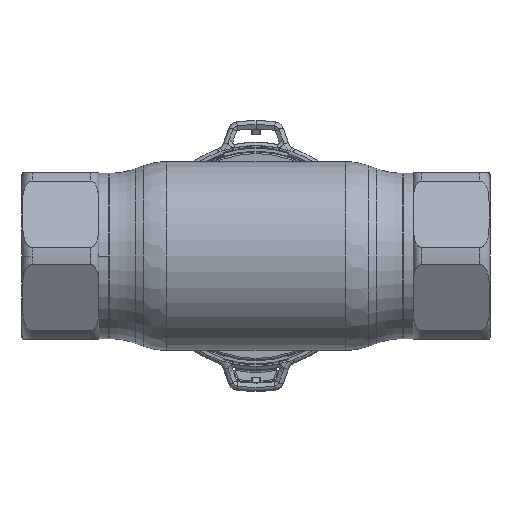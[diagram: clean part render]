
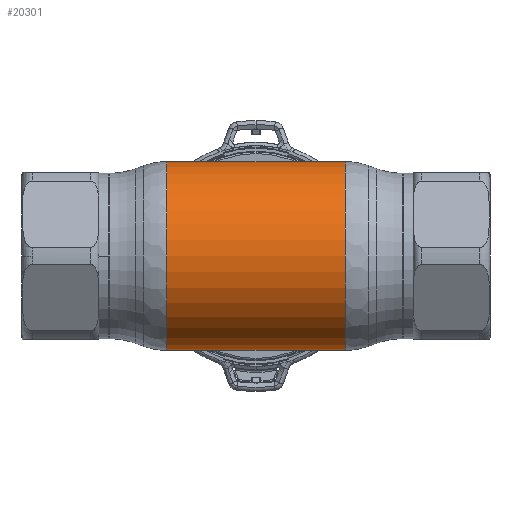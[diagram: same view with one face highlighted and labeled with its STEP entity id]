
A CAD part, front view. The second image highlights one B-rep face of the part: STEP entity #20301.
In plain terms, the highlighted cylindrical face has radius 28.25 mm (diameter 56.5 mm), a partial arc.
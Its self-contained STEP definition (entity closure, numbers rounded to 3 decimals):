
#618 = LINE ( 'NONE', #2764, #18911 ) ;
#826 = DIRECTION ( 'NONE',  ( -1., 0., 0. ) ) ;
#2764 = CARTESIAN_POINT ( 'NONE',  ( -62.69, 0., 28.25 ) ) ;
#3515 = DIRECTION ( 'NONE',  ( 0., 0., 1. ) ) ;
#3738 = CARTESIAN_POINT ( 'NONE',  ( -62.69, 0., -28.25 ) ) ;
#5257 = AXIS2_PLACEMENT_3D ( 'NONE', #29485, #18249, #20389 ) ;
#5775 = ORIENTED_EDGE ( 'NONE', *, *, #29045, .T. ) ;
#6212 = FACE_OUTER_BOUND ( 'NONE', #15695, .T. ) ;
#6296 = CARTESIAN_POINT ( 'NONE',  ( 26.673, 0., -28.25 ) ) ;
#9412 = VERTEX_POINT ( 'NONE', #15617 ) ;
#9551 = VECTOR ( 'NONE', #826, 1000. ) ;
#10263 = EDGE_CURVE ( 'NONE', #23288, #9412, #21217, .T. ) ;
#12028 = CYLINDRICAL_SURFACE ( 'NONE', #5257, 28.25 ) ;
#12226 = ORIENTED_EDGE ( 'NONE', *, *, #10263, .F. ) ;
#12286 = DIRECTION ( 'NONE',  ( -1., 0., 0. ) ) ;
#13925 = DIRECTION ( 'NONE',  ( -1., 0., 0. ) ) ;
#14662 = EDGE_CURVE ( 'NONE', #31674, #35504, #618, .T. ) ;
#14995 = AXIS2_PLACEMENT_3D ( 'NONE', #28659, #13925, #37630 ) ;
#15543 = DIRECTION ( 'NONE',  ( -1., 0., 0. ) ) ;
#15617 = CARTESIAN_POINT ( 'NONE',  ( -26.673, 0., -28.25 ) ) ;
#15695 = EDGE_LOOP ( 'NONE', ( #12226, #5775, #31970, #30252 ) ) ;
#15937 = EDGE_CURVE ( 'NONE', #9412, #35504, #24489, .T. ) ;
#16563 = CARTESIAN_POINT ( 'NONE',  ( -26.673, 0., 28.25 ) ) ;
#18249 = DIRECTION ( 'NONE',  ( -1., 0., 0. ) ) ;
#18911 = VECTOR ( 'NONE', #12286, 1000. ) ;
#19350 = CIRCLE ( 'NONE', #14995, 28.25 ) ;
#20301 = ADVANCED_FACE ( 'NONE', ( #6212 ), #12028, .T. ) ;
#20389 = DIRECTION ( 'NONE',  ( 0., 0., 1. ) ) ;
#21217 = LINE ( 'NONE', #3738, #9551 ) ;
#22679 = AXIS2_PLACEMENT_3D ( 'NONE', #35242, #15543, #3515 ) ;
#23288 = VERTEX_POINT ( 'NONE', #6296 ) ;
#24489 = CIRCLE ( 'NONE', #22679, 28.25 ) ;
#28659 = CARTESIAN_POINT ( 'NONE',  ( 26.673, 0., 0. ) ) ;
#29045 = EDGE_CURVE ( 'NONE', #23288, #31674, #19350, .T. ) ;
#29485 = CARTESIAN_POINT ( 'NONE',  ( -62.69, 0., 0. ) ) ;
#30252 = ORIENTED_EDGE ( 'NONE', *, *, #15937, .F. ) ;
#31674 = VERTEX_POINT ( 'NONE', #32182 ) ;
#31970 = ORIENTED_EDGE ( 'NONE', *, *, #14662, .T. ) ;
#32182 = CARTESIAN_POINT ( 'NONE',  ( 26.673, 0., 28.25 ) ) ;
#35242 = CARTESIAN_POINT ( 'NONE',  ( -26.673, 0., 0. ) ) ;
#35504 = VERTEX_POINT ( 'NONE', #16563 ) ;
#37630 = DIRECTION ( 'NONE',  ( 0., 0., 1. ) ) ;
